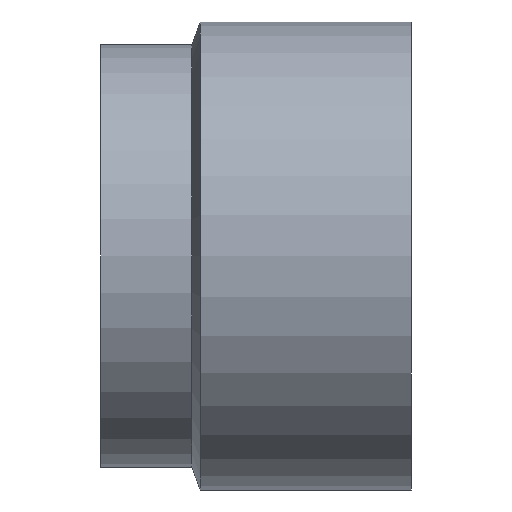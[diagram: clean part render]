
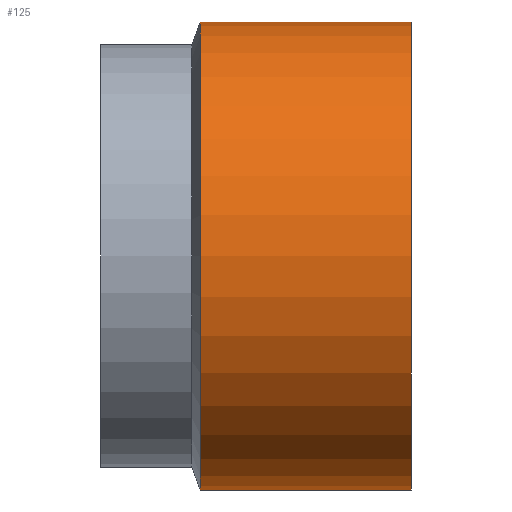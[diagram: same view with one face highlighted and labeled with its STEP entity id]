
A CAD part, left-side view. The second image highlights one B-rep face of the part: STEP entity #125.
In plain terms, the highlighted cylindrical face has radius 45.175 mm (diameter 90.35 mm), a partial arc.
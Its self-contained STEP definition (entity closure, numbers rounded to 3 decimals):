
#43 = CYLINDRICAL_SURFACE ( 'NONE', #357, 45.175 ) ;
#58 = ORIENTED_EDGE ( 'NONE', *, *, #395, .F. ) ;
#60 = VECTOR ( 'NONE', #290, 1000. ) ;
#74 = DIRECTION ( 'NONE',  ( 0., 0., -1. ) ) ;
#77 = CARTESIAN_POINT ( 'NONE',  ( 0., 0.8, 45.175 ) ) ;
#80 = VERTEX_POINT ( 'NONE', #194 ) ;
#97 = LINE ( 'NONE', #160, #60 ) ;
#98 = FACE_OUTER_BOUND ( 'NONE', #145, .T. ) ;
#101 = DIRECTION ( 'NONE',  ( 0., -1., 0. ) ) ;
#104 = CARTESIAN_POINT ( 'NONE',  ( 0., 0.8, 0. ) ) ;
#114 = VERTEX_POINT ( 'NONE', #263 ) ;
#122 = DIRECTION ( 'NONE',  ( 0., 0., 1. ) ) ;
#123 = DIRECTION ( 'NONE',  ( 0., 1., 0. ) ) ;
#125 = ADVANCED_FACE ( 'NONE', ( #98 ), #43, .T. ) ;
#145 = EDGE_LOOP ( 'NONE', ( #187, #209, #382, #58 ) ) ;
#149 = DIRECTION ( 'NONE',  ( 0., -1., 0. ) ) ;
#156 = EDGE_CURVE ( 'NONE', #80, #340, #97, .T. ) ;
#160 = CARTESIAN_POINT ( 'NONE',  ( 0., 0.8, -45.175 ) ) ;
#187 = ORIENTED_EDGE ( 'NONE', *, *, #234, .F. ) ;
#190 = VERTEX_POINT ( 'NONE', #77 ) ;
#194 = CARTESIAN_POINT ( 'NONE',  ( 0., 0.8, -45.175 ) ) ;
#209 = ORIENTED_EDGE ( 'NONE', *, *, #330, .F. ) ;
#234 = EDGE_CURVE ( 'NONE', #190, #114, #242, .T. ) ;
#242 = LINE ( 'NONE', #273, #266 ) ;
#256 = CARTESIAN_POINT ( 'NONE',  ( 0., -40., -45.175 ) ) ;
#259 = CIRCLE ( 'NONE', #272, 45.175 ) ;
#263 = CARTESIAN_POINT ( 'NONE',  ( 0., -40., 45.175 ) ) ;
#266 = VECTOR ( 'NONE', #403, 1000. ) ;
#272 = AXIS2_PLACEMENT_3D ( 'NONE', #406, #149, #286 ) ;
#273 = CARTESIAN_POINT ( 'NONE',  ( 0., 0.8, 45.175 ) ) ;
#286 = DIRECTION ( 'NONE',  ( 0., 0., -1. ) ) ;
#290 = DIRECTION ( 'NONE',  ( 0., -1., 0. ) ) ;
#330 = EDGE_CURVE ( 'NONE', #80, #190, #353, .T. ) ;
#336 = AXIS2_PLACEMENT_3D ( 'NONE', #345, #123, #122 ) ;
#340 = VERTEX_POINT ( 'NONE', #256 ) ;
#345 = CARTESIAN_POINT ( 'NONE',  ( 0., 0.8, 0. ) ) ;
#353 = CIRCLE ( 'NONE', #336, 45.175 ) ;
#357 = AXIS2_PLACEMENT_3D ( 'NONE', #104, #101, #74 ) ;
#382 = ORIENTED_EDGE ( 'NONE', *, *, #156, .T. ) ;
#395 = EDGE_CURVE ( 'NONE', #114, #340, #259, .T. ) ;
#403 = DIRECTION ( 'NONE',  ( 0., -1., 0. ) ) ;
#406 = CARTESIAN_POINT ( 'NONE',  ( 0., -40., 0. ) ) ;
